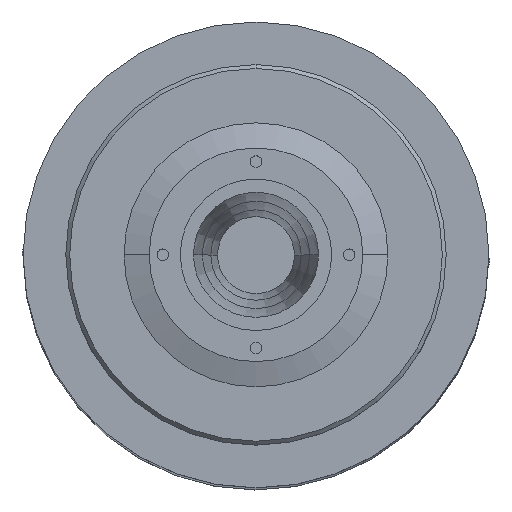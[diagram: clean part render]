
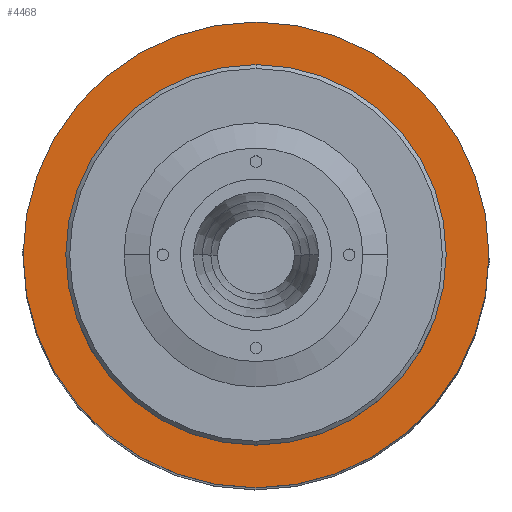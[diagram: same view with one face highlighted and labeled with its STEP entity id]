
A CAD part, top view. The second image highlights one B-rep face of the part: STEP entity #4468.
In plain terms, the highlighted planar face has unit normal (0, 0, 1).
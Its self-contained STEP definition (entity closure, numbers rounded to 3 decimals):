
#1218 = CARTESIAN_POINT ( 'NONE',  ( 0., 0., 244.5 ) ) ;
#1766 = EDGE_CURVE ( 'NONE', #13665, #26835, #7719, .T. ) ;
#2125 = AXIS2_PLACEMENT_3D ( 'NONE', #34590, #15105, #17681 ) ;
#2578 = EDGE_LOOP ( 'NONE', ( #15759, #24582 ) ) ;
#3728 = EDGE_LOOP ( 'NONE', ( #24745, #35556 ) ) ;
#4112 = AXIS2_PLACEMENT_3D ( 'NONE', #27555, #35791, #32947 ) ;
#4468 = ADVANCED_FACE ( 'N', ( #7988, #15487 ), #21443, .T. ) ;
#5892 = DIRECTION ( 'NONE',  ( -1., 0., 0. ) ) ;
#5923 = VERTEX_POINT ( 'NONE', #27134 ) ;
#7322 = CARTESIAN_POINT ( 'NONE',  ( 0., 0., 244.5 ) ) ;
#7719 = CIRCLE ( 'NONE', #4112, 13.793 ) ;
#7988 = FACE_BOUND ( 'NONE', #3728, .T. ) ;
#10374 = CARTESIAN_POINT ( 'NONE',  ( 0., 0., 244.5 ) ) ;
#10721 = DIRECTION ( 'NONE',  ( 0., 0., -1. ) ) ;
#12707 = AXIS2_PLACEMENT_3D ( 'NONE', #1218, #33992, #5892 ) ;
#13665 = VERTEX_POINT ( 'NONE', #24622 ) ;
#15105 = DIRECTION ( 'NONE',  ( 0., 0., -1. ) ) ;
#15487 = FACE_OUTER_BOUND ( 'NONE', #2578, .T. ) ;
#15759 = ORIENTED_EDGE ( 'NONE', *, *, #33998, .F. ) ;
#15818 = DIRECTION ( 'NONE',  ( 0., 0., 1. ) ) ;
#16427 = CIRCLE ( 'NONE', #23833, 13.793 ) ;
#17681 = DIRECTION ( 'NONE',  ( -1., 0., 0. ) ) ;
#18290 = EDGE_CURVE ( 'NONE', #5923, #26156, #35604, .T. ) ;
#20124 = AXIS2_PLACEMENT_3D ( 'NONE', #7322, #15818, #29660 ) ;
#21443 = PLANE ( 'NONE',  #20124 ) ;
#23833 = AXIS2_PLACEMENT_3D ( 'NONE', #10374, #10721, #27671 ) ;
#24582 = ORIENTED_EDGE ( 'NONE', *, *, #18290, .F. ) ;
#24622 = CARTESIAN_POINT ( 'NONE',  ( -13.793, 0., 244.5 ) ) ;
#24745 = ORIENTED_EDGE ( 'NONE', *, *, #34898, .T. ) ;
#26156 = VERTEX_POINT ( 'NONE', #34122 ) ;
#26835 = VERTEX_POINT ( 'NONE', #26965 ) ;
#26965 = CARTESIAN_POINT ( 'NONE',  ( 13.793, 0., 244.5 ) ) ;
#27134 = CARTESIAN_POINT ( 'NONE',  ( 60., 0., 244.5 ) ) ;
#27555 = CARTESIAN_POINT ( 'NONE',  ( 0., 0., 244.5 ) ) ;
#27671 = DIRECTION ( 'NONE',  ( 1., 0., 0. ) ) ;
#29660 = DIRECTION ( 'NONE',  ( 1., 0., 0. ) ) ;
#32947 = DIRECTION ( 'NONE',  ( 1., 0., 0. ) ) ;
#33992 = DIRECTION ( 'NONE',  ( 0., 0., -1. ) ) ;
#33998 = EDGE_CURVE ( 'NONE', #26156, #5923, #34017, .T. ) ;
#34017 = CIRCLE ( 'NONE', #2125, 60. ) ;
#34122 = CARTESIAN_POINT ( 'NONE',  ( -60., 0., 244.5 ) ) ;
#34590 = CARTESIAN_POINT ( 'NONE',  ( 0., 0., 244.5 ) ) ;
#34898 = EDGE_CURVE ( 'NONE', #26835, #13665, #16427, .T. ) ;
#35556 = ORIENTED_EDGE ( 'NONE', *, *, #1766, .T. ) ;
#35604 = CIRCLE ( 'NONE', #12707, 60. ) ;
#35791 = DIRECTION ( 'NONE',  ( 0., 0., -1. ) ) ;
